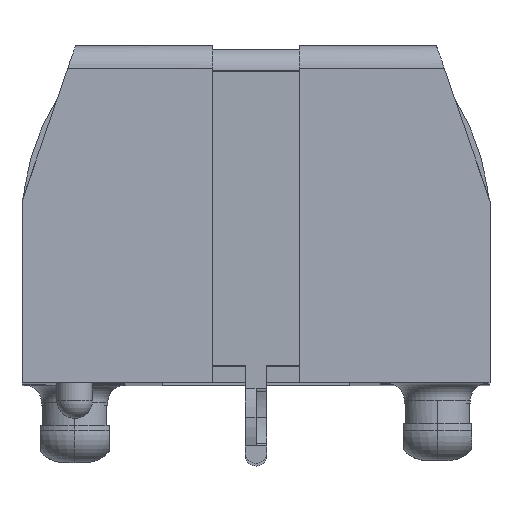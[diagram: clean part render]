
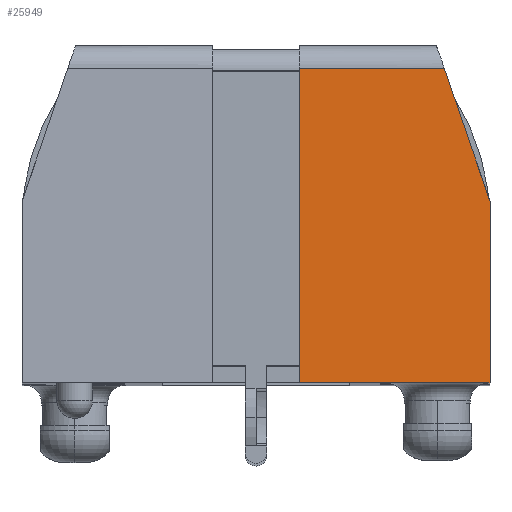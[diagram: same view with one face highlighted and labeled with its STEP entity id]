
A CAD part, top view. The second image highlights one B-rep face of the part: STEP entity #25949.
In plain terms, the highlighted planar face has unit normal (0, 0.018, 1).
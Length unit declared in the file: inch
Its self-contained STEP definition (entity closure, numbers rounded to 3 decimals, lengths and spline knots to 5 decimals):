
#466 = CARTESIAN_POINT ( 'NONE',  ( 0.075, 0.5457, 1.50729 ) ) ;
#1127 = CARTESIAN_POINT ( 'NONE',  ( 0.4065, 0., 1.51681 ) ) ;
#2176 = DIRECTION ( 'NONE',  ( 0., -1., 0.017 ) ) ;
#4074 = ORIENTED_EDGE ( 'NONE', *, *, #23727, .F. ) ;
#4164 = ORIENTED_EDGE ( 'NONE', *, *, #6559, .T. ) ;
#4363 = PLANE ( 'NONE',  #27199 ) ;
#4856 = DIRECTION ( 'NONE',  ( 0., 1., -0.017 ) ) ;
#4950 = CARTESIAN_POINT ( 'NONE',  ( 0.075, -0.068, 1.518 ) ) ;
#5895 = VERTEX_POINT ( 'NONE', #27179 ) ;
#6104 = VERTEX_POINT ( 'NONE', #9195 ) ;
#6559 = EDGE_CURVE ( 'NONE', #6104, #5895, #21813, .T. ) ;
#6722 = LINE ( 'NONE', #27065, #17800 ) ;
#9195 = CARTESIAN_POINT ( 'NONE',  ( 0.32706, 0.5457, 1.50729 ) ) ;
#9935 = LINE ( 'NONE', #4950, #16190 ) ;
#10483 = EDGE_LOOP ( 'NONE', ( #29690, #4164, #30372, #4074, #20776 ) ) ;
#11957 = FACE_OUTER_BOUND ( 'NONE', #10483, .T. ) ;
#13637 = DIRECTION ( 'NONE',  ( 0.326, -0.945, 0.017 ) ) ;
#13884 = CARTESIAN_POINT ( 'NONE',  ( -0.4065, -0.068, 1.518 ) ) ;
#14567 = DIRECTION ( 'NONE',  ( -1., 0., 0. ) ) ;
#16190 = VECTOR ( 'NONE', #4856, 39.37008 ) ;
#16284 = DIRECTION ( 'NONE',  ( 0., 0.017, 1. ) ) ;
#16491 = DIRECTION ( 'NONE',  ( -1., 0., 0. ) ) ;
#17621 = VECTOR ( 'NONE', #16491, 39.37008 ) ;
#17800 = VECTOR ( 'NONE', #29423, 39.37008 ) ;
#17897 = LINE ( 'NONE', #30202, #23405 ) ;
#17981 = EDGE_CURVE ( 'NONE', #29056, #5895, #9935, .T. ) ;
#20711 = EDGE_CURVE ( 'NONE', #30582, #25162, #6722, .T. ) ;
#20776 = ORIENTED_EDGE ( 'NONE', *, *, #20711, .F. ) ;
#21141 = CARTESIAN_POINT ( 'NONE',  ( -0.4065, 0., 1.51681 ) ) ;
#21813 = LINE ( 'NONE', #466, #28122 ) ;
#23405 = VECTOR ( 'NONE', #13637, 39.37008 ) ;
#23727 = EDGE_CURVE ( 'NONE', #25162, #29056, #23857, .T. ) ;
#23857 = LINE ( 'NONE', #21141, #17621 ) ;
#25162 = VERTEX_POINT ( 'NONE', #1127 ) ;
#25949 = ADVANCED_FACE ( 'NONE', ( #11957 ), #4363, .T. ) ;
#27065 = CARTESIAN_POINT ( 'NONE',  ( 0.4065, -0.068, 1.518 ) ) ;
#27179 = CARTESIAN_POINT ( 'NONE',  ( 0.075, 0.5457, 1.50729 ) ) ;
#27199 = AXIS2_PLACEMENT_3D ( 'NONE', #13884, #16284, #2176 ) ;
#27426 = CARTESIAN_POINT ( 'NONE',  ( 0.075, 0., 1.51681 ) ) ;
#27610 = EDGE_CURVE ( 'NONE', #6104, #30582, #17897, .T. ) ;
#28122 = VECTOR ( 'NONE', #14567, 39.37008 ) ;
#29056 = VERTEX_POINT ( 'NONE', #27426 ) ;
#29423 = DIRECTION ( 'NONE',  ( 0., -1., 0.017 ) ) ;
#29690 = ORIENTED_EDGE ( 'NONE', *, *, #27610, .F. ) ;
#30043 = CARTESIAN_POINT ( 'NONE',  ( 0.4065, 0.315, 1.51131 ) ) ;
#30202 = CARTESIAN_POINT ( 'NONE',  ( 0.43825, 0.22278, 1.51292 ) ) ;
#30372 = ORIENTED_EDGE ( 'NONE', *, *, #17981, .F. ) ;
#30582 = VERTEX_POINT ( 'NONE', #30043 ) ;
